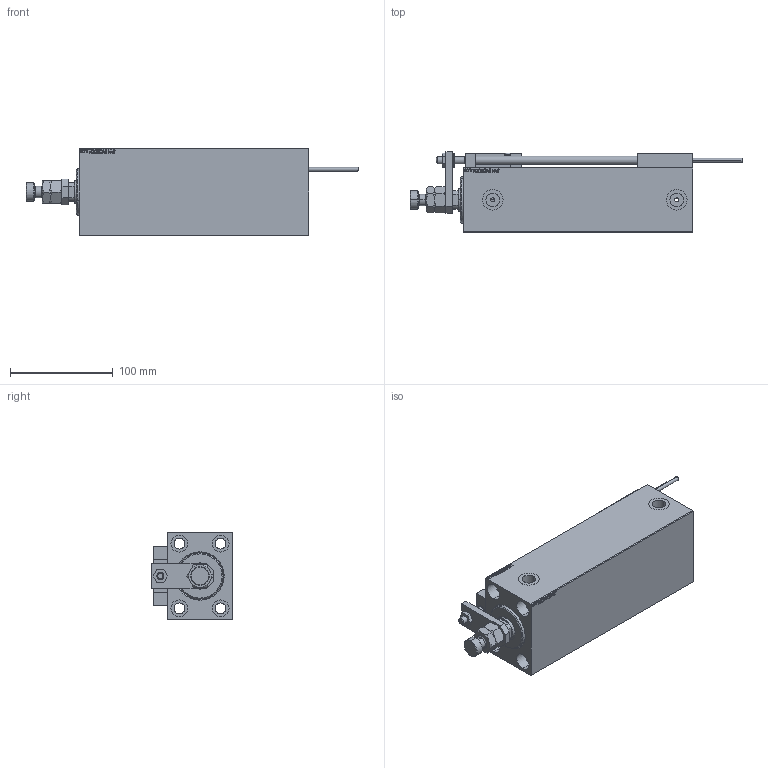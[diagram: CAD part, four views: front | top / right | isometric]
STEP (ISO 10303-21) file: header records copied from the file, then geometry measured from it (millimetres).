
FILE_DESCRIPTION (( 'STEP AP203' ), '1' );
FILE_NAME ('99a3.STEP', '2021-11-01T14:20:14', ( '' ), ( '' ), 'SwSTEP 2.0', 'SolidWorks 2019', '' );
FILE_SCHEMA (( 'CONFIG_CONTROL_DESIGN' ));
Length unit declared in the file: millimetre
Products named in the file (16): Block 735f4a8536f85a2e149a0b0209552658; ZARAZKA 735f4a8536f85a2e149a0b0209552658; MAGNET 735f4a8536f85a2e149a0b0209552658; V450CM_C_VCP 735f4a8536f85a2e149a0b0209552658; ALLEN BOLT D5 735f4a8536f85a2e149a0b0209552658; X_Y_MFA 735f4a8536f85a2e149a0b0209552658; SWITCH_X_FRONT_BACK 735f4a8536f85a2e149a0b0209552658; V450CM_C 735f4a8536f85a2e149a0b0209552658; SWITCH X 735f4a8536f85a2e149a0b0209552658; TYC_L79 735f4a8536f85a2e149a0b0209552658; KONCOVKA 735f4a8536f85a2e149a0b0209552658; SWITCH DIM B,W 735f4a8536f85a2e149a0b0209552658; V450CM_VC_B 735f4a8536f85a2e149a0b0209552658; ALLEN BOLT D8 735f4a8536f85a2e149a0b0209552658; NUT_D12 735f4a8536f85a2e149a0b0209552658; 99a3
Assembly tree (25 placements, depth 3):
  99a3
    V450CM_C 735f4a8536f85a2e149a0b0209552658
    SWITCH X 735f4a8536f85a2e149a0b0209552658
      SWITCH_X_FRONT_BACK 735f4a8536f85a2e149a0b0209552658  x2
      TYC_L79 735f4a8536f85a2e149a0b0209552658
      Block 735f4a8536f85a2e149a0b0209552658  x2
      ALLEN BOLT D5 735f4a8536f85a2e149a0b0209552658  x4
      ALLEN BOLT D8 735f4a8536f85a2e149a0b0209552658  x4
      MAGNET 735f4a8536f85a2e149a0b0209552658  x2
      KONCOVKA 735f4a8536f85a2e149a0b0209552658  x2
    NUT_D12 735f4a8536f85a2e149a0b0209552658
    SWITCH DIM B,W 735f4a8536f85a2e149a0b0209552658
    ZARAZKA 735f4a8536f85a2e149a0b0209552658
    V450CM_C_VCP 735f4a8536f85a2e149a0b0209552658
    V450CM_VC_B 735f4a8536f85a2e149a0b0209552658
    X_Y_MFA 735f4a8536f85a2e149a0b0209552658
Bounding box: 323 x 78.5 x 85 mm (x, y, z)
Volume: 1159335.4 mm3; surface area: 163841.1 mm2
Topology: 24 solids, 24 shells, 1348 faces, 3206 edges, 2041 vertices
Faces by surface type: plane 580, bspline 380, cylinder 202, cone 134, torus 48, sphere 4
Entity records: 52352 total; most frequent: CARTESIAN_POINT 26629, ORIENTED_EDGE 5432, DIRECTION 3740, EDGE_CURVE 2716, VERTEX_POINT 1765, LINE 1516, VECTOR 1516, EDGE_LOOP 1267
